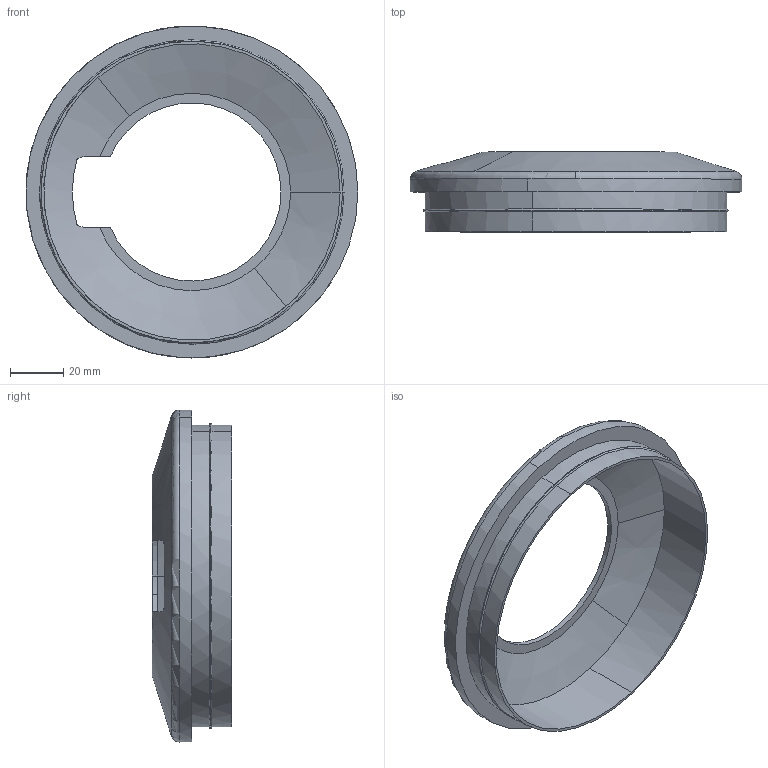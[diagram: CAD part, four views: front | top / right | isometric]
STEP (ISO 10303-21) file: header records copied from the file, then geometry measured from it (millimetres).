
FILE_DESCRIPTION(('produced by SPATIAL CORP'),'2;1');
FILE_NAME('Part29.hh.sat.stp', '2002-04-22T11:44:40+00:00',('SPATIAL CORP'),('SPATIAL CORP'), 'ACIS STEP Husk','http://www.spatial.com','SPATIAL CORP');
FILE_SCHEMA(('CONFIG_CONTROL_DESIGN'));
Length unit declared in the file: millimetre
Products named in the file (1): PRODUCT_ID_1
Bounding box: 124.79 x 30 x 124.88 mm (x, y, z)
Volume: 37278.9 mm3; surface area: 33662.3 mm2
Topology: 1 solids, 1 shells, 39 faces, 103 edges, 66 vertices
Faces by surface type: cylinder 17, torus 9, plane 7, cone 6
Entity records: 1109 total; most frequent: CARTESIAN_POINT 248, ORIENTED_EDGE 206, DIRECTION 119, EDGE_CURVE 103, VERTEX_POINT 66, AXIS2_PLACEMENT_3D 48, EDGE_LOOP 41, FACE_BOUND 41
